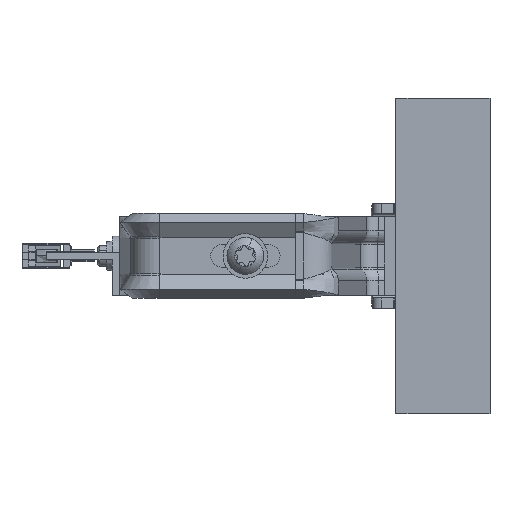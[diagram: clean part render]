
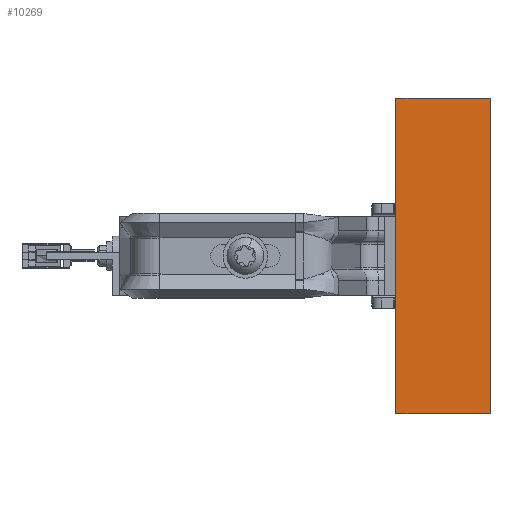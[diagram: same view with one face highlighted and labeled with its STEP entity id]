
A CAD part, left-side view. The second image highlights one B-rep face of the part: STEP entity #10269.
In plain terms, the highlighted planar face has unit normal (-1, 0, 0).
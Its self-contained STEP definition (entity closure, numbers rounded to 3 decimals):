
#106 = CARTESIAN_POINT ( 'NONE',  ( -37.5, 0., -60. ) ) ;
#795 = LINE ( 'NONE', #20465, #15081 ) ;
#1431 = CARTESIAN_POINT ( 'NONE',  ( -37.5, 30., -60. ) ) ;
#1508 = CARTESIAN_POINT ( 'NONE',  ( -37.5, 6., -60. ) ) ;
#1524 = VECTOR ( 'NONE', #13914, 1000. ) ;
#2023 = ORIENTED_EDGE ( 'NONE', *, *, #25905, .T. ) ;
#2552 = CARTESIAN_POINT ( 'NONE',  ( -37.5, 6., 60. ) ) ;
#2805 = DIRECTION ( 'NONE',  ( 0., 1., 0. ) ) ;
#3299 = DIRECTION ( 'NONE',  ( 0., 0., -1. ) ) ;
#4939 = CARTESIAN_POINT ( 'NONE',  ( -37.5, 6., 60. ) ) ;
#5124 = VERTEX_POINT ( 'NONE', #22939 ) ;
#5805 = EDGE_CURVE ( 'NONE', #16824, #19573, #27384, .T. ) ;
#6042 = CARTESIAN_POINT ( 'NONE',  ( -37.5, 6., 60. ) ) ;
#7133 = VERTEX_POINT ( 'NONE', #106 ) ;
#7236 = VECTOR ( 'NONE', #2805, 1000. ) ;
#7587 = ORIENTED_EDGE ( 'NONE', *, *, #17938, .T. ) ;
#7914 = VECTOR ( 'NONE', #16403, 1000. ) ;
#7976 = DIRECTION ( 'NONE',  ( 0., 1., 0. ) ) ;
#8121 = VERTEX_POINT ( 'NONE', #16862 ) ;
#8215 = CARTESIAN_POINT ( 'NONE',  ( -37.5, 36., 60. ) ) ;
#10269 = ADVANCED_FACE ( 'NONE', ( #27716 ), #13162, .T. ) ;
#10773 = VERTEX_POINT ( 'NONE', #27553 ) ;
#11170 = LINE ( 'NONE', #4939, #7236 ) ;
#11459 = EDGE_CURVE ( 'NONE', #16824, #8121, #11170, .T. ) ;
#12636 = LINE ( 'NONE', #1508, #20056 ) ;
#12742 = LINE ( 'NONE', #19382, #13194 ) ;
#13162 = PLANE ( 'NONE',  #18080 ) ;
#13194 = VECTOR ( 'NONE', #24305, 1000. ) ;
#13696 = ORIENTED_EDGE ( 'NONE', *, *, #27948, .F. ) ;
#13914 = DIRECTION ( 'NONE',  ( 0., 1., 0. ) ) ;
#14569 = EDGE_CURVE ( 'NONE', #19573, #7133, #795, .T. ) ;
#14679 = EDGE_CURVE ( 'NONE', #15640, #5124, #12636, .T. ) ;
#15081 = VECTOR ( 'NONE', #3299, 1000. ) ;
#15401 = ORIENTED_EDGE ( 'NONE', *, *, #25968, .T. ) ;
#15511 = ORIENTED_EDGE ( 'NONE', *, *, #11459, .T. ) ;
#15640 = VERTEX_POINT ( 'NONE', #1431 ) ;
#16403 = DIRECTION ( 'NONE',  ( 0., -1., 0. ) ) ;
#16824 = VERTEX_POINT ( 'NONE', #2552 ) ;
#16862 = CARTESIAN_POINT ( 'NONE',  ( -37.5, 30., 60. ) ) ;
#16993 = DIRECTION ( 'NONE',  ( 0., -1., 0. ) ) ;
#17056 = LINE ( 'NONE', #25665, #27056 ) ;
#17090 = VERTEX_POINT ( 'NONE', #19378 ) ;
#17120 = CARTESIAN_POINT ( 'NONE',  ( -37.5, 6., 60. ) ) ;
#17401 = ORIENTED_EDGE ( 'NONE', *, *, #5805, .F. ) ;
#17468 = CARTESIAN_POINT ( 'NONE',  ( -37.5, 0., 60. ) ) ;
#17938 = EDGE_CURVE ( 'NONE', #10773, #5124, #17056, .T. ) ;
#18080 = AXIS2_PLACEMENT_3D ( 'NONE', #17120, #25465, #16993 ) ;
#18298 = CARTESIAN_POINT ( 'NONE',  ( -37.5, 6., -60. ) ) ;
#19378 = CARTESIAN_POINT ( 'NONE',  ( -37.5, 6., -60. ) ) ;
#19382 = CARTESIAN_POINT ( 'NONE',  ( -37.5, 0., -60. ) ) ;
#19516 = VECTOR ( 'NONE', #27313, 1000. ) ;
#19573 = VERTEX_POINT ( 'NONE', #17468 ) ;
#20056 = VECTOR ( 'NONE', #7976, 1000. ) ;
#20465 = CARTESIAN_POINT ( 'NONE',  ( -37.5, 0., 60. ) ) ;
#21247 = LINE ( 'NONE', #8215, #19516 ) ;
#21615 = ORIENTED_EDGE ( 'NONE', *, *, #14569, .F. ) ;
#21860 = DIRECTION ( 'NONE',  ( 0., 0., -1. ) ) ;
#22939 = CARTESIAN_POINT ( 'NONE',  ( -37.5, 36., -60. ) ) ;
#24305 = DIRECTION ( 'NONE',  ( 0., -1., 0. ) ) ;
#24947 = LINE ( 'NONE', #18298, #1524 ) ;
#25465 = DIRECTION ( 'NONE',  ( -1., 0., 0. ) ) ;
#25665 = CARTESIAN_POINT ( 'NONE',  ( -37.5, 36., 60. ) ) ;
#25905 = EDGE_CURVE ( 'NONE', #8121, #10773, #21247, .T. ) ;
#25968 = EDGE_CURVE ( 'NONE', #17090, #7133, #12742, .T. ) ;
#27056 = VECTOR ( 'NONE', #21860, 1000. ) ;
#27313 = DIRECTION ( 'NONE',  ( 0., 1., 0. ) ) ;
#27384 = LINE ( 'NONE', #6042, #7914 ) ;
#27429 = EDGE_LOOP ( 'NONE', ( #13696, #15401, #21615, #17401, #15511, #2023, #7587, #27927 ) ) ;
#27553 = CARTESIAN_POINT ( 'NONE',  ( -37.5, 36., 60. ) ) ;
#27716 = FACE_OUTER_BOUND ( 'NONE', #27429, .T. ) ;
#27927 = ORIENTED_EDGE ( 'NONE', *, *, #14679, .F. ) ;
#27948 = EDGE_CURVE ( 'NONE', #17090, #15640, #24947, .T. ) ;
